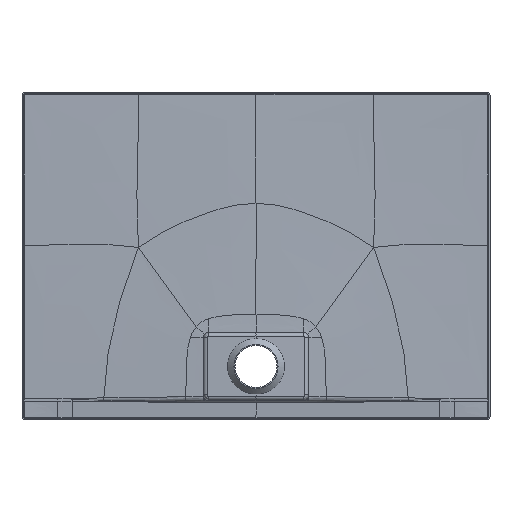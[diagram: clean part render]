
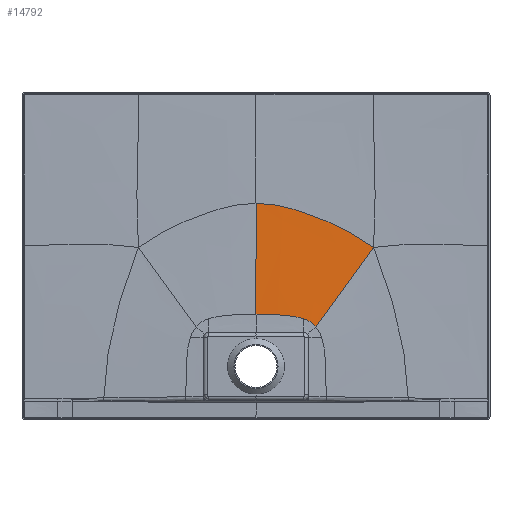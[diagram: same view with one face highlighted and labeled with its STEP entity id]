
A CAD part, front view. The second image highlights one B-rep face of the part: STEP entity #14792.
In plain terms, the highlighted free-form (B-spline) face has degree [3, 3] with [10, 8] control points.
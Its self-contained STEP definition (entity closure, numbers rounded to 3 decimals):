
#3723=DIRECTION('',(0.,0.024,1.));
#3724=VECTOR('',#3723,237.568);
#3725=CARTESIAN_POINT('',(0.,-14.399,
225.072));
#3726=LINE('',#3725,#3724);
#3750=CARTESIAN_POINT('',(0.,-8.699,462.572));
#3751=CARTESIAN_POINT('',(19.307,-8.699,462.572));
#3752=CARTESIAN_POINT('',(58.821,-8.617,457.363));
#3753=CARTESIAN_POINT('',(120.486,-8.352,437.789));
#3754=CARTESIAN_POINT('',(173.953,-8.091,414.674));
#3755=CARTESIAN_POINT('',(217.968,-7.825,390.8));
#3756=CARTESIAN_POINT('',(240.239,-7.656,376.344));
#3757=CARTESIAN_POINT('',(251.368,-7.559,368.369));
#3759=CARTESIAN_POINT('',(128.367,-14.398,198.387));
#3760=CARTESIAN_POINT('',(125.892,-14.398,201.379));
#3761=CARTESIAN_POINT('',(120.384,-14.398,206.701));
#3762=CARTESIAN_POINT('',(111.123,-14.398,212.391));
#3763=CARTESIAN_POINT('',(104.197,-14.398,215.219));
#3764=CARTESIAN_POINT('',(101.03,-14.399,216.299));
#3766=CARTESIAN_POINT('',(101.03,-14.399,216.299));
#3767=CARTESIAN_POINT('',(95.735,-14.399,218.106));
#3768=CARTESIAN_POINT('',(80.508,-14.399,221.856));
#3769=CARTESIAN_POINT('',(49.086,-14.399,224.725));
#3770=CARTESIAN_POINT('',(17.759,-14.399,225.072));
#3771=CARTESIAN_POINT('',(0.,-14.399,
225.072));
#3804=CARTESIAN_POINT('',(128.367,-14.398,198.387));
#3805=CARTESIAN_POINT('',(135.658,-13.923,208.281));
#3806=CARTESIAN_POINT('',(150.771,-12.954,229.189));
#3807=CARTESIAN_POINT('',(171.802,-11.617,258.818));
#3808=CARTESIAN_POINT('',(191.631,-10.431,286.542));
#3809=CARTESIAN_POINT('',(208.678,-9.488,310.149));
#3810=CARTESIAN_POINT('',(225.142,-8.676,332.708));
#3811=CARTESIAN_POINT('',(239.71,-8.032,352.547));
#3812=CARTESIAN_POINT('',(247.421,-7.715,363.015));
#3813=CARTESIAN_POINT('',(251.368,-7.559,368.369));
#4517=VERTEX_POINT('',#3804);
#4518=VERTEX_POINT('',#3813);
#4526=VERTEX_POINT('',#3764);
#4656=CARTESIAN_POINT('',(0.,-14.399,
225.072));
#4657=CARTESIAN_POINT('',(0.,-8.699,462.572));
#4658=VERTEX_POINT('',#4656);
#4659=VERTEX_POINT('',#4657);
#14701=CARTESIAN_POINT('',(-1.349,-14.458,
222.64));
#14702=CARTESIAN_POINT('',(16.968,-14.458,
222.646));
#14703=CARTESIAN_POINT('',(48.729,-14.457,
222.404));
#14704=CARTESIAN_POINT('',(84.725,-14.456,
219.423));
#14705=CARTESIAN_POINT('',(106.412,-14.455,
213.303));
#14706=CARTESIAN_POINT('',(119.895,-14.455,
205.161));
#14707=CARTESIAN_POINT('',(125.418,-14.456,
199.756));
#14708=CARTESIAN_POINT('',(127.949,-14.456,
196.587));
#14709=CARTESIAN_POINT('',(-1.349,-13.963,
243.241));
#14710=CARTESIAN_POINT('',(16.956,-13.963,
243.267));
#14711=CARTESIAN_POINT('',(49.189,-13.965,
242.297));
#14712=CARTESIAN_POINT('',(86.936,-13.972,
236.561));
#14713=CARTESIAN_POINT('',(110.582,-13.977,
227.519));
#14714=CARTESIAN_POINT('',(125.921,-13.973,
217.032));
#14715=CARTESIAN_POINT('',(132.506,-13.966,
210.48));
#14716=CARTESIAN_POINT('',(135.625,-13.961,
206.73));
#14717=CARTESIAN_POINT('',(-1.35,-12.994,
283.634));
#14718=CARTESIAN_POINT('',(16.956,-12.993,
283.697));
#14719=CARTESIAN_POINT('',(50.22,-12.998,
281.294));
#14720=CARTESIAN_POINT('',(91.647,-13.018,
270.267));
#14721=CARTESIAN_POINT('',(119.286,-13.03,
255.835));
#14722=CARTESIAN_POINT('',(138.299,-13.012,
241.168));
#14723=CARTESIAN_POINT('',(146.959,-12.989,
232.593));
#14724=CARTESIAN_POINT('',(151.225,-12.973,
227.817));
#14725=CARTESIAN_POINT('',(-1.351,-11.787,
333.922));
#14726=CARTESIAN_POINT('',(16.958,-11.787,
334.027));
#14727=CARTESIAN_POINT('',(51.57,-11.785,
330.038));
#14728=CARTESIAN_POINT('',(98.015,-11.784,
313.399));
#14729=CARTESIAN_POINT('',(131.297,-11.767,
293.446));
#14730=CARTESIAN_POINT('',(155.501,-11.704,
274.436));
#14731=CARTESIAN_POINT('',(167.051,-11.647,
263.658));
#14732=CARTESIAN_POINT('',(172.894,-11.61,
257.713));
#14733=CARTESIAN_POINT('',(-1.36,-10.837,
373.505));
#14734=CARTESIAN_POINT('',(17.053,-10.837,
373.632));
#14735=CARTESIAN_POINT('',(52.845,-10.819,
368.752));
#14736=CARTESIAN_POINT('',(103.541,-10.767,
349.118));
#14737=CARTESIAN_POINT('',(142.005,-10.694,
326.197));
#14738=CARTESIAN_POINT('',(171.252,-10.572,
304.486));
#14739=CARTESIAN_POINT('',(185.635,-10.478,
292.121));
#14740=CARTESIAN_POINT('',(193.007,-10.42,
285.269));
#14741=CARTESIAN_POINT('',(-1.375,-10.124,
403.192));
#14742=CARTESIAN_POINT('',(17.236,-10.125,
403.33));
#14743=CARTESIAN_POINT('',(54.067,-10.09,
398.032));
#14744=CARTESIAN_POINT('',(108.177,-9.98,
377.127));
#14745=CARTESIAN_POINT('',(151.018,-9.849,
352.927));
#14746=CARTESIAN_POINT('',(184.701,-9.675,
329.696));
#14747=CARTESIAN_POINT('',(201.593,-9.55,
316.26));
#14748=CARTESIAN_POINT('',(210.304,-9.474,
308.754));
#14749=CARTESIAN_POINT('',(-1.4,-9.53,
427.931));
#14750=CARTESIAN_POINT('',(17.548,-9.532,
428.072));
#14751=CARTESIAN_POINT('',(55.478,-9.478,
422.677));
#14752=CARTESIAN_POINT('',(112.715,-9.306,
401.686));
#14753=CARTESIAN_POINT('',(159.692,-9.12,
377.378));
#14754=CARTESIAN_POINT('',(197.694,-8.899,
353.411));
#14755=CARTESIAN_POINT('',(217.019,-8.749,
339.226));
#14756=CARTESIAN_POINT('',(227.006,-8.66,
331.222));
#14757=CARTESIAN_POINT('',(-1.432,-9.043,
448.245));
#14758=CARTESIAN_POINT('',(17.942,-9.045,
448.384));
#14759=CARTESIAN_POINT('',(56.996,-8.975,
443.068));
#14760=CARTESIAN_POINT('',(117.042,-8.747,
422.622));
#14761=CARTESIAN_POINT('',(167.729,-8.515,
398.831));
#14762=CARTESIAN_POINT('',(209.607,-8.263,
374.592));
#14763=CARTESIAN_POINT('',(231.077,-8.096,
359.889));
#14764=CARTESIAN_POINT('',(242.163,-7.997,
351.516));
#14765=CARTESIAN_POINT('',(-1.453,-8.793,
458.662));
#14766=CARTESIAN_POINT('',(18.2,-8.795,
458.799));
#14767=CARTESIAN_POINT('',(57.922,-8.716,
453.579));
#14768=CARTESIAN_POINT('',(119.507,-8.459,
433.619));
#14769=CARTESIAN_POINT('',(172.202,-8.206,
410.294));
#14770=CARTESIAN_POINT('',(216.158,-7.94,
386.021));
#14771=CARTESIAN_POINT('',(238.755,-7.766,
371.083));
#14772=CARTESIAN_POINT('',(250.41,-7.663,
362.535));
#14773=CARTESIAN_POINT('',(-1.465,-8.661,
464.132));
#14774=CARTESIAN_POINT('',(18.352,-8.664,
464.267));
#14775=CARTESIAN_POINT('',(58.452,-8.58,
459.11));
#14776=CARTESIAN_POINT('',(120.875,-8.309,
439.458));
#14777=CARTESIAN_POINT('',(174.651,-8.044,
416.425));
#14778=CARTESIAN_POINT('',(219.711,-7.773,
392.155));
#14779=CARTESIAN_POINT('',(242.9,-7.595,
377.101));
#14780=CARTESIAN_POINT('',(254.85,-7.49,
368.465));
#14781=B_SPLINE_SURFACE_WITH_KNOTS('',3,3,((#14701,#14702,#14703,#14704,#14705,
#14706,#14707,#14708),(#14709,#14710,#14711,#14712,#14713,#14714,#14715,#14716),
(#14717,#14718,#14719,#14720,#14721,#14722,#14723,#14724),(#14725,#14726,#14727,
#14728,#14729,#14730,#14731,#14732),(#14733,#14734,#14735,#14736,#14737,#14738,
#14739,#14740),(#14741,#14742,#14743,#14744,#14745,#14746,#14747,#14748),
(#14749,#14750,#14751,#14752,#14753,#14754,#14755,#14756),(#14757,#14758,#14759,
#14760,#14761,#14762,#14763,#14764),(#14765,#14766,#14767,#14768,#14769,#14770,
#14771,#14772),(#14773,#14774,#14775,#14776,#14777,#14778,#14779,#14780)),
.UNSPECIFIED.,.F.,.F.,.F.,(4,1,1,1,1,1,1,4),(4,1,1,1,1,4),(-0.005,
0.125,0.25,0.313,0.375,0.438,0.469,0.503),(
-0.003,0.125,0.25,0.375,0.438,0.504),
.UNSPECIFIED.);
#14782=ORIENTED_EDGE('',*,*,#14689,.T.);
#14783=ORIENTED_EDGE('',*,*,#14504,.T.);
#14785=ORIENTED_EDGE('',*,*,#14784,.F.);
#14787=ORIENTED_EDGE('',*,*,#14786,.T.);
#14789=ORIENTED_EDGE('',*,*,#14788,.T.);
#14790=EDGE_LOOP('',(#14782,#14783,#14785,#14787,#14789));
#14791=FACE_OUTER_BOUND('',#14790,.F.);
#14792=ADVANCED_FACE('',(#14791),#14781,.F.);
#3758=B_SPLINE_CURVE_WITH_KNOTS('',3,(#3750,#3751,#3752,#3753,#3754,#3755,#3756,
#3757),.UNSPECIFIED.,.F.,.F.,(4,1,1,1,1,4),(0.,0.25,0.5,0.75,0.875,
1.),.UNSPECIFIED.);
#3765=B_SPLINE_CURVE_WITH_KNOTS('',3,(#3759,#3760,#3761,#3762,#3763,#3764),
.UNSPECIFIED.,.F.,.F.,(4,1,1,4),(0.,0.364,0.728,1.),
.UNSPECIFIED.);
#3772=B_SPLINE_CURVE_WITH_KNOTS('',3,(#3766,#3767,#3768,#3769,#3770,#3771),
.UNSPECIFIED.,.F.,.F.,(4,1,1,4),(0.,0.238,0.619,1.),
.UNSPECIFIED.);
#3814=B_SPLINE_CURVE_WITH_KNOTS('',3,(#3804,#3805,#3806,#3807,#3808,#3809,#3810,
#3811,#3812,#3813),.UNSPECIFIED.,.F.,.F.,(4,1,1,1,1,1,1,4),(0.,0.25,0.5,
0.625,0.75,0.875,0.938,1.),.UNSPECIFIED.);
#14504=EDGE_CURVE('',#4659,#4518,#3758,.T.);
#14689=EDGE_CURVE('',#4658,#4659,#3726,.T.);
#14784=EDGE_CURVE('',#4517,#4518,#3814,.T.);
#14786=EDGE_CURVE('',#4517,#4526,#3765,.T.);
#14788=EDGE_CURVE('',#4526,#4658,#3772,.T.);
